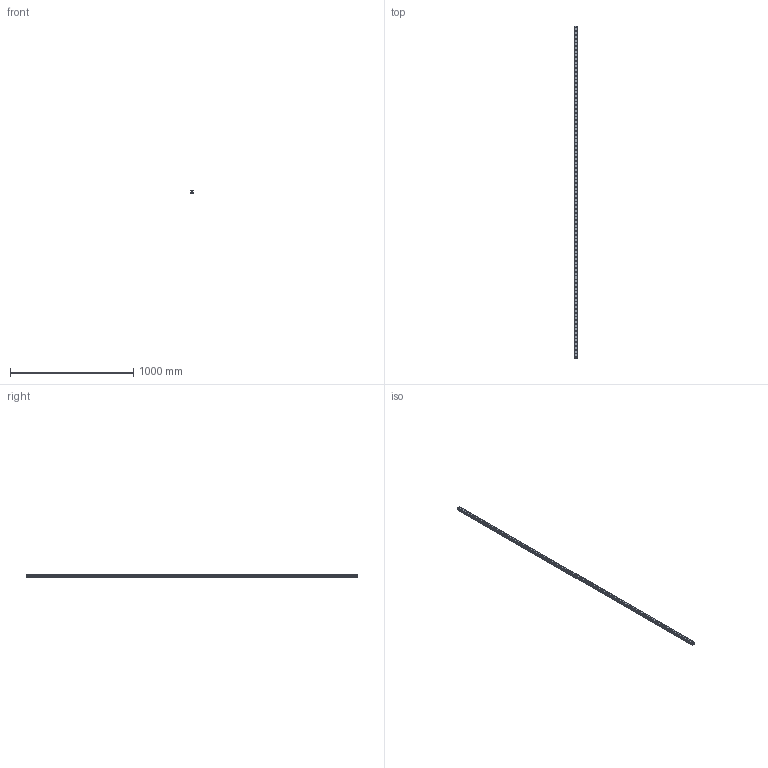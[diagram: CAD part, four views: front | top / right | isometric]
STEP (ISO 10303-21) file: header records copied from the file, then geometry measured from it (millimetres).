
FILE_DESCRIPTION(('STEP AP214'),'1');
FILE_NAME('cctmp_5AC497F1-CE9B-4F7F-BD75-ECEA8FC5D19F_2021_03_10_12_03_59_0623..stp','2021-03-10T11:04:00',('HIWIN GmbH'),('CADClick - www.CADClick.com'),'Spatial InterOp 3D',' ','unknown authorization');
FILE_SCHEMA(('AUTOMOTIVE_DESIGN'));
Length unit declared in the file: millimetre
Products named in the file (1): RGR25R2690H_FILE
Bounding box: 23 x 2690 x 23.6 mm (x, y, z)
Volume: 1078294.9 mm3; surface area: 334136.2 mm2
Topology: 1 solids, 1 shells, 927 faces, 1953 edges, 1302 vertices
Faces by surface type: cylinder 558, plane 369
Entity records: 32803 total; most frequent: DIRECTION 4925, CARTESIAN_POINT 4183, ORIENTED_EDGE 3906, AXIS2_PLACEMENT_3D 2044, EDGE_CURVE 1953, VERTEX_POINT 1302, EDGE_LOOP 1201, CIRCLE 1116
